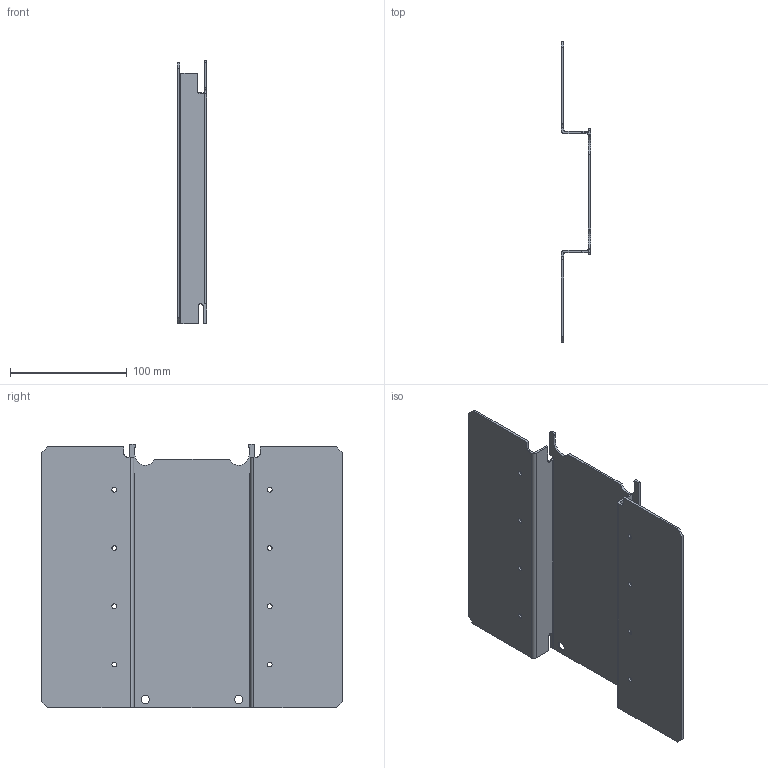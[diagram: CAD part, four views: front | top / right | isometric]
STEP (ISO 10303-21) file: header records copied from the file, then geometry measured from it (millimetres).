
FILE_DESCRIPTION (( 'STEP AP214' ), '1' );
FILE_NAME ('41584021.step', '2018-06-04T13:07:57', ( '' ), ( '' ), 'SwSTEP 2.0', 'SolidWorks 2017', '' );
FILE_SCHEMA (( 'AUTOMOTIVE_DESIGN' ));
Length unit declared in the file: inch
Products named in the file (1): 41584021
Bounding box: 25 x 258 x 226 mm (x, y, z)
Volume: 130454.7 mm3; surface area: 133429.4 mm2
Topology: 1 solids, 1 shells, 98 faces, 286 edges, 190 vertices
Faces by surface type: cylinder 52, plane 46
Entity records: 3382 total; most frequent: CARTESIAN_POINT 615, DIRECTION 580, ORIENTED_EDGE 572, EDGE_CURVE 286, AXIS2_PLACEMENT_3D 201, VERTEX_POINT 190, LINE 178, VECTOR 178
